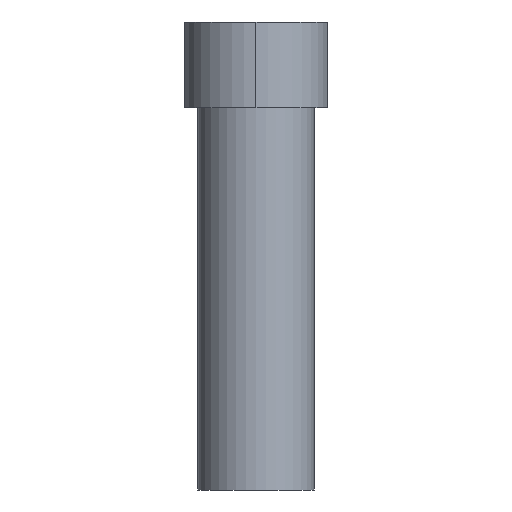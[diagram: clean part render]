
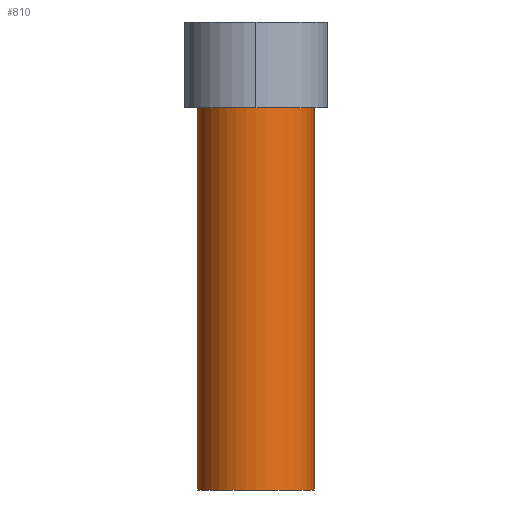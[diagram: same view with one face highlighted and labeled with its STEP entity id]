
A CAD part, left-side view. The second image highlights one B-rep face of the part: STEP entity #810.
In plain terms, the highlighted cylindrical face has radius 0.777 mm (diameter 1.555 mm), a full revolution.
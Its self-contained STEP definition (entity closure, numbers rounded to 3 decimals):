
#810 = ADVANCED_FACE('',(#811),#838,.T.);
#811 = FACE_BOUND('',#812,.T.);
#812 = EDGE_LOOP('',(#813,#822,#830,#837));
#813 = ORIENTED_EDGE('',*,*,#814,.F.);
#814 = EDGE_CURVE('',#815,#815,#817,.T.);
#815 = VERTEX_POINT('',#816);
#816 = CARTESIAN_POINT('',(0.778,0.,-0.008));
#817 = CIRCLE('',#818,0.778);
#818 = AXIS2_PLACEMENT_3D('',#819,#820,#821);
#819 = CARTESIAN_POINT('',(0.,0.,-0.008));
#820 = DIRECTION('',(0.,0.,1.));
#821 = DIRECTION('',(1.,0.,0.));
#822 = ORIENTED_EDGE('',*,*,#823,.F.);
#823 = EDGE_CURVE('',#824,#815,#826,.T.);
#824 = VERTEX_POINT('',#825);
#825 = CARTESIAN_POINT('',(0.778,0.,-5.108));
#826 = LINE('',#827,#828);
#827 = CARTESIAN_POINT('',(0.778,0.,-5.108));
#828 = VECTOR('',#829,1.);
#829 = DIRECTION('',(0.,0.,1.));
#830 = ORIENTED_EDGE('',*,*,#831,.T.);
#831 = EDGE_CURVE('',#824,#824,#832,.T.);
#832 = CIRCLE('',#833,0.778);
#833 = AXIS2_PLACEMENT_3D('',#834,#835,#836);
#834 = CARTESIAN_POINT('',(0.,0.,-5.108));
#835 = DIRECTION('',(0.,0.,1.));
#836 = DIRECTION('',(1.,0.,0.));
#837 = ORIENTED_EDGE('',*,*,#823,.T.);
#838 = CYLINDRICAL_SURFACE('',#839,0.778);
#839 = AXIS2_PLACEMENT_3D('',#840,#841,#842);
#840 = CARTESIAN_POINT('',(0.,0.,-5.108));
#841 = DIRECTION('',(0.,0.,1.));
#842 = DIRECTION('',(1.,0.,0.));
